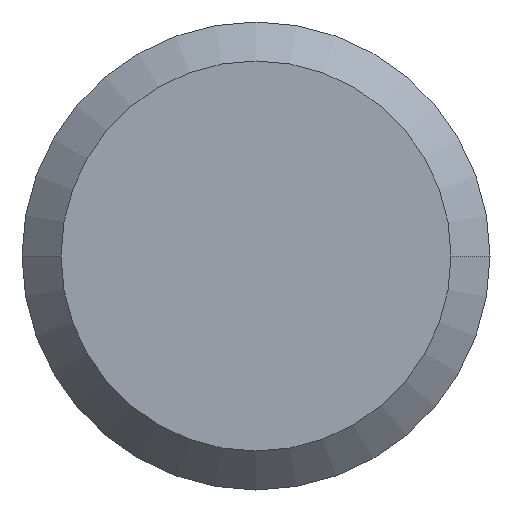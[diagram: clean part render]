
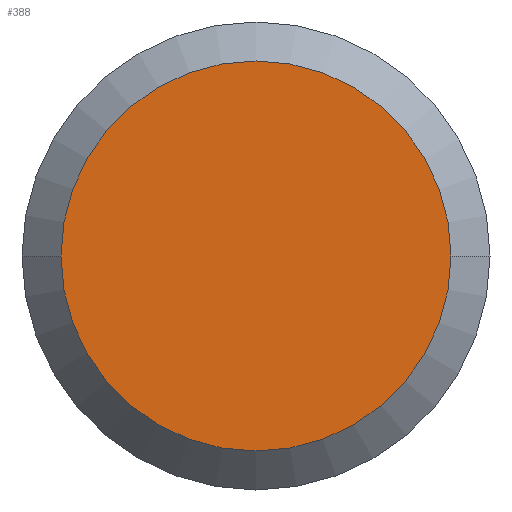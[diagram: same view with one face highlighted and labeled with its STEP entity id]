
A CAD part, front view. The second image highlights one B-rep face of the part: STEP entity #388.
In plain terms, the highlighted planar face has unit normal (0, -1, 0).
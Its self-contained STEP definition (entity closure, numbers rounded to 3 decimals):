
#161=CARTESIAN_POINT('',(0.,-40.,0.));
#162=DIRECTION('',(0.,-1.,0.));
#163=DIRECTION('',(-1.,0.,0.));
#164=AXIS2_PLACEMENT_3D('',#161,#162,#163);
#183=CARTESIAN_POINT('',(0.,-40.,0.));
#184=DIRECTION('',(0.,1.,0.));
#185=DIRECTION('',(-1.,0.,0.));
#186=AXIS2_PLACEMENT_3D('',#183,#184,#185);
#241=CARTESIAN_POINT('',(-5.,-40.,0.));
#243=VERTEX_POINT('',#241);
#245=CARTESIAN_POINT('',(5.,-40.,0.));
#247=VERTEX_POINT('',#245);
#379=CARTESIAN_POINT('',(0.,-40.,0.));
#380=DIRECTION('',(0.,-1.,0.));
#381=DIRECTION('',(1.,0.,0.));
#382=AXIS2_PLACEMENT_3D('',#379,#380,#381);
#383=PLANE('',#382);
#384=ORIENTED_EDGE('',*,*,#374,.T.);
#385=ORIENTED_EDGE('',*,*,#358,.F.);
#386=EDGE_LOOP('',(#384,#385));
#387=FACE_OUTER_BOUND('',#386,.F.);
#388=ADVANCED_FACE('',(#387),#383,.T.);
#165=CIRCLE('',#164,5.);
#187=CIRCLE('',#186,5.);
#358=EDGE_CURVE('',#243,#247,#165,.T.);
#374=EDGE_CURVE('',#243,#247,#187,.T.);
